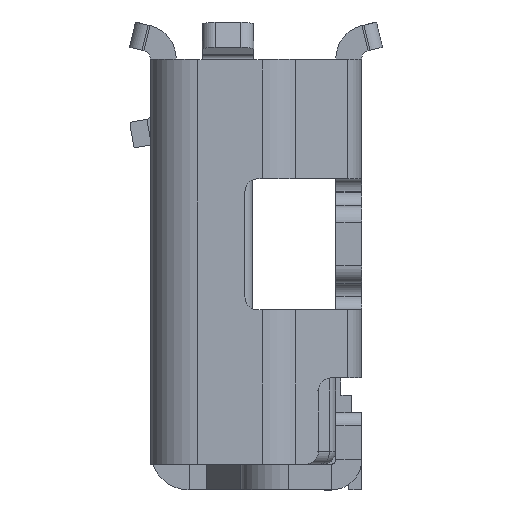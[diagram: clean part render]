
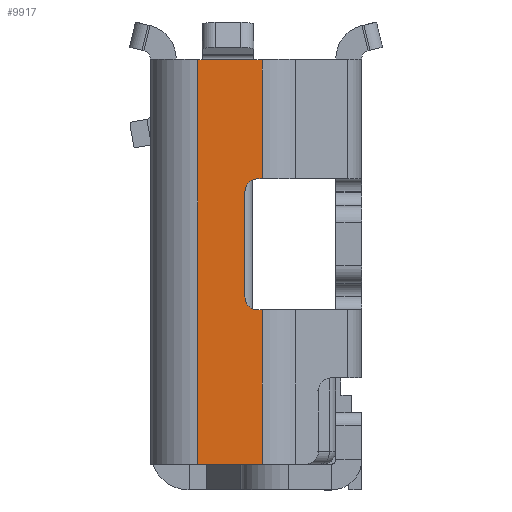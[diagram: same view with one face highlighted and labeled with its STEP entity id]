
A CAD part, left-side view. The second image highlights one B-rep face of the part: STEP entity #9917.
In plain terms, the highlighted planar face has unit normal (-1, 0, 0).
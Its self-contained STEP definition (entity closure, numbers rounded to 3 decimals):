
#136 = CARTESIAN_POINT ( 'NONE',  ( -3.75, 1.25, 2.49 ) ) ;
#276 = ORIENTED_EDGE ( 'NONE', *, *, #7064, .T. ) ;
#295 = EDGE_LOOP ( 'NONE', ( #15596, #15633, #3302, #15173, #8454, #276, #7815, #2461, #15008, #10166, #698, #5079, #6329, #13685 ) ) ;
#554 = CARTESIAN_POINT ( 'NONE',  ( -3.75, 1.85, 2.49 ) ) ;
#616 = CARTESIAN_POINT ( 'NONE',  ( -3.75, 0., 2.49 ) ) ;
#625 = DIRECTION ( 'NONE',  ( 0., -1., 0. ) ) ;
#698 = ORIENTED_EDGE ( 'NONE', *, *, #10843, .F. ) ;
#970 = AXIS2_PLACEMENT_3D ( 'NONE', #7639, #16627, #15452 ) ;
#1123 = VECTOR ( 'NONE', #14910, 1000. ) ;
#1315 = EDGE_CURVE ( 'NONE', #8968, #12370, #12508, .T. ) ;
#1465 = CARTESIAN_POINT ( 'NONE',  ( -3.75, 0., 0. ) ) ;
#1649 = CARTESIAN_POINT ( 'NONE',  ( -3.75, 1.154, -2.2 ) ) ;
#1731 = VERTEX_POINT ( 'NONE', #11253 ) ;
#1799 = CIRCLE ( 'NONE', #3510, 0.15 ) ;
#1926 = EDGE_CURVE ( 'NONE', #11563, #5314, #1799, .T. ) ;
#2037 = DIRECTION ( 'NONE',  ( 0., 1., 0. ) ) ;
#2461 = ORIENTED_EDGE ( 'NONE', *, *, #7649, .F. ) ;
#2582 = LINE ( 'NONE', #8121, #6597 ) ;
#2623 = DIRECTION ( 'NONE',  ( 0., 0., -1. ) ) ;
#2635 = DIRECTION ( 'NONE',  ( 0., 0., -1. ) ) ;
#2734 = DIRECTION ( 'NONE',  ( 0., 1., 0. ) ) ;
#2915 = CARTESIAN_POINT ( 'NONE',  ( -3.75, 1.25, 2.5 ) ) ;
#3003 = CARTESIAN_POINT ( 'NONE',  ( -3.75, 1.204, 0.96 ) ) ;
#3016 = VECTOR ( 'NONE', #10895, 1000. ) ;
#3126 = DIRECTION ( 'NONE',  ( 0., -1., 0. ) ) ;
#3169 = VECTOR ( 'NONE', #8263, 1000. ) ;
#3280 = VERTEX_POINT ( 'NONE', #13470 ) ;
#3302 = ORIENTED_EDGE ( 'NONE', *, *, #15177, .F. ) ;
#3391 = VERTEX_POINT ( 'NONE', #12938 ) ;
#3510 = AXIS2_PLACEMENT_3D ( 'NONE', #3003, #9468, #14588 ) ;
#4140 = VECTOR ( 'NONE', #2623, 1000. ) ;
#4362 = LINE ( 'NONE', #9042, #4140 ) ;
#4418 = DIRECTION ( 'NONE',  ( 0., 0., 1. ) ) ;
#4618 = EDGE_CURVE ( 'NONE', #14666, #8371, #12593, .T. ) ;
#5079 = ORIENTED_EDGE ( 'NONE', *, *, #10858, .F. ) ;
#5272 = EDGE_CURVE ( 'NONE', #5314, #3280, #15510, .T. ) ;
#5283 = LINE ( 'NONE', #8775, #9325 ) ;
#5314 = VERTEX_POINT ( 'NONE', #7291 ) ;
#5370 = CARTESIAN_POINT ( 'NONE',  ( -3.75, 1.85, 0. ) ) ;
#5641 = VECTOR ( 'NONE', #11638, 1000. ) ;
#5686 = CARTESIAN_POINT ( 'NONE',  ( -3.75, 1.204, -0.41 ) ) ;
#6079 = EDGE_CURVE ( 'NONE', #15249, #13764, #6427, .T. ) ;
#6198 = EDGE_CURVE ( 'NONE', #12370, #13543, #8448, .T. ) ;
#6329 = ORIENTED_EDGE ( 'NONE', *, *, #4618, .T. ) ;
#6427 = LINE ( 'NONE', #616, #3016 ) ;
#6450 = EDGE_CURVE ( 'NONE', #8371, #1731, #11871, .T. ) ;
#6597 = VECTOR ( 'NONE', #4418, 1000. ) ;
#6952 = CARTESIAN_POINT ( 'NONE',  ( -3.75, 0., 2.5 ) ) ;
#7064 = EDGE_CURVE ( 'NONE', #3280, #15249, #15431, .T. ) ;
#7291 = CARTESIAN_POINT ( 'NONE',  ( -3.75, 1.204, 1.11 ) ) ;
#7411 = EDGE_CURVE ( 'NONE', #11802, #10259, #11838, .T. ) ;
#7574 = DIRECTION ( 'NONE',  ( 0., 1., 0. ) ) ;
#7624 = CARTESIAN_POINT ( 'NONE',  ( -3.75, 1.354, 0.96 ) ) ;
#7639 = CARTESIAN_POINT ( 'NONE',  ( -3.75, 1.204, -0.26 ) ) ;
#7649 = EDGE_CURVE ( 'NONE', #8968, #13764, #4362, .T. ) ;
#7815 = ORIENTED_EDGE ( 'NONE', *, *, #6079, .T. ) ;
#8121 = CARTESIAN_POINT ( 'NONE',  ( -3.75, 1.9, 2.5 ) ) ;
#8141 = LINE ( 'NONE', #8190, #11212 ) ;
#8190 = CARTESIAN_POINT ( 'NONE',  ( -3.75, 0., 2.49 ) ) ;
#8263 = DIRECTION ( 'NONE',  ( 0., 0., 1. ) ) ;
#8340 = CARTESIAN_POINT ( 'NONE',  ( -3.75, 1.154, 2.49 ) ) ;
#8371 = VERTEX_POINT ( 'NONE', #1649 ) ;
#8375 = CARTESIAN_POINT ( 'NONE',  ( -3.75, 0., -2.2 ) ) ;
#8448 = LINE ( 'NONE', #5370, #9247 ) ;
#8454 = ORIENTED_EDGE ( 'NONE', *, *, #5272, .T. ) ;
#8775 = CARTESIAN_POINT ( 'NONE',  ( -3.75, 0., -0.41 ) ) ;
#8968 = VERTEX_POINT ( 'NONE', #2915 ) ;
#9042 = CARTESIAN_POINT ( 'NONE',  ( -3.75, 1.25, 0. ) ) ;
#9075 = VECTOR ( 'NONE', #2037, 1000. ) ;
#9152 = PLANE ( 'NONE',  #11006 ) ;
#9153 = VECTOR ( 'NONE', #625, 1000. ) ;
#9247 = VECTOR ( 'NONE', #2635, 1000. ) ;
#9325 = VECTOR ( 'NONE', #7574, 1000. ) ;
#9468 = DIRECTION ( 'NONE',  ( 1., 0., 0. ) ) ;
#9917 = ADVANCED_FACE ( 'NONE', ( #15733 ), #9152, .F. ) ;
#9974 = LINE ( 'NONE', #13525, #1123 ) ;
#10005 = CARTESIAN_POINT ( 'NONE',  ( -3.75, 1.9, -2.2 ) ) ;
#10057 = VECTOR ( 'NONE', #16511, 1000. ) ;
#10166 = ORIENTED_EDGE ( 'NONE', *, *, #6198, .T. ) ;
#10259 = VERTEX_POINT ( 'NONE', #13691 ) ;
#10843 = EDGE_CURVE ( 'NONE', #3391, #13543, #8141, .T. ) ;
#10858 = EDGE_CURVE ( 'NONE', #14666, #3391, #2582, .T. ) ;
#10895 = DIRECTION ( 'NONE',  ( 0., 1., 0. ) ) ;
#11006 = AXIS2_PLACEMENT_3D ( 'NONE', #1465, #14535, #2734 ) ;
#11212 = VECTOR ( 'NONE', #3126, 1000. ) ;
#11253 = CARTESIAN_POINT ( 'NONE',  ( -3.75, 1.154, -0.41 ) ) ;
#11563 = VERTEX_POINT ( 'NONE', #7624 ) ;
#11638 = DIRECTION ( 'NONE',  ( 0., -1., 0. ) ) ;
#11802 = VERTEX_POINT ( 'NONE', #5686 ) ;
#11838 = CIRCLE ( 'NONE', #970, 0.15 ) ;
#11871 = LINE ( 'NONE', #15274, #10057 ) ;
#11961 = CARTESIAN_POINT ( 'NONE',  ( -3.75, 1.85, 2.5 ) ) ;
#12370 = VERTEX_POINT ( 'NONE', #11961 ) ;
#12508 = LINE ( 'NONE', #6952, #9075 ) ;
#12593 = LINE ( 'NONE', #8375, #9153 ) ;
#12938 = CARTESIAN_POINT ( 'NONE',  ( -3.75, 1.9, 2.49 ) ) ;
#13470 = CARTESIAN_POINT ( 'NONE',  ( -3.75, 1.154, 1.11 ) ) ;
#13525 = CARTESIAN_POINT ( 'NONE',  ( -3.75, 1.354, 0. ) ) ;
#13543 = VERTEX_POINT ( 'NONE', #554 ) ;
#13685 = ORIENTED_EDGE ( 'NONE', *, *, #6450, .T. ) ;
#13691 = CARTESIAN_POINT ( 'NONE',  ( -3.75, 1.354, -0.26 ) ) ;
#13764 = VERTEX_POINT ( 'NONE', #136 ) ;
#14147 = CARTESIAN_POINT ( 'NONE',  ( -3.75, 0., 1.11 ) ) ;
#14535 = DIRECTION ( 'NONE',  ( 1., 0., 0. ) ) ;
#14588 = DIRECTION ( 'NONE',  ( 0., 1., 0. ) ) ;
#14666 = VERTEX_POINT ( 'NONE', #10005 ) ;
#14669 = CARTESIAN_POINT ( 'NONE',  ( -3.75, 1.154, 0. ) ) ;
#14910 = DIRECTION ( 'NONE',  ( 0., 0., -1. ) ) ;
#15008 = ORIENTED_EDGE ( 'NONE', *, *, #1315, .T. ) ;
#15173 = ORIENTED_EDGE ( 'NONE', *, *, #1926, .T. ) ;
#15177 = EDGE_CURVE ( 'NONE', #11563, #10259, #9974, .T. ) ;
#15249 = VERTEX_POINT ( 'NONE', #8340 ) ;
#15274 = CARTESIAN_POINT ( 'NONE',  ( -3.75, 1.154, 0. ) ) ;
#15431 = LINE ( 'NONE', #14669, #3169 ) ;
#15452 = DIRECTION ( 'NONE',  ( 0., 1., 0. ) ) ;
#15510 = LINE ( 'NONE', #14147, #5641 ) ;
#15596 = ORIENTED_EDGE ( 'NONE', *, *, #16050, .T. ) ;
#15633 = ORIENTED_EDGE ( 'NONE', *, *, #7411, .T. ) ;
#15733 = FACE_OUTER_BOUND ( 'NONE', #295, .T. ) ;
#16050 = EDGE_CURVE ( 'NONE', #1731, #11802, #5283, .T. ) ;
#16511 = DIRECTION ( 'NONE',  ( 0., 0., 1. ) ) ;
#16627 = DIRECTION ( 'NONE',  ( 1., 0., 0. ) ) ;
